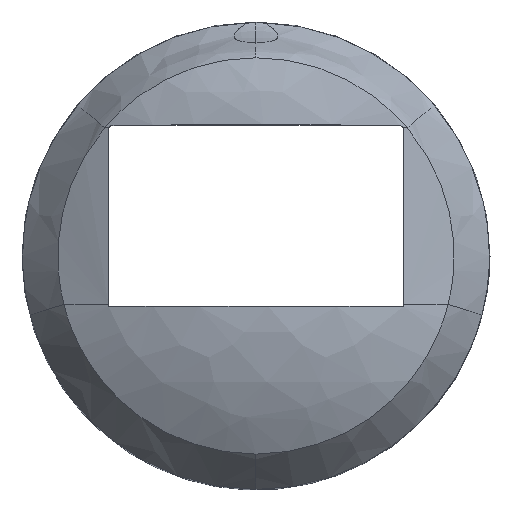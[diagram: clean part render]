
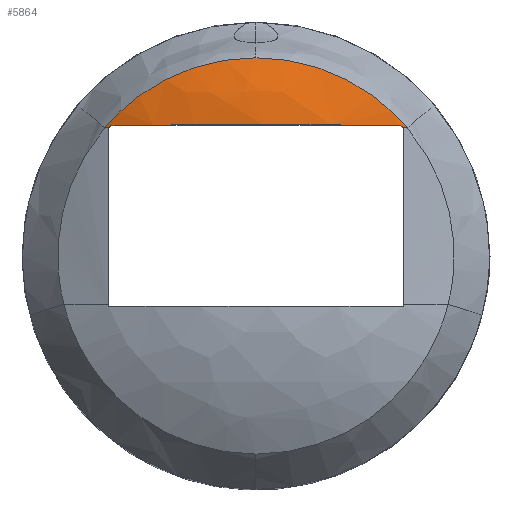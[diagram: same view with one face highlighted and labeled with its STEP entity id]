
A CAD part, top view. The second image highlights one B-rep face of the part: STEP entity #5864.
In plain terms, the highlighted free-form (B-spline) face has degree [5, 2] with [15, 3] control points.
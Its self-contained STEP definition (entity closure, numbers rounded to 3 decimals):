
#4509=CARTESIAN_POINT('Vertex',(16.125,14.729,13.161)) ;
#4513=CARTESIAN_POINT('Control Point',(16.125,14.729,13.161)) ;
#4514=CARTESIAN_POINT('Control Point',(8.403,14.779,16.027)) ;
#4515=CARTESIAN_POINT('Control Point',(-0.002,14.797,17.061)) ;
#4516=CARTESIAN_POINT('Control Point',(-8.401,14.779,16.028)) ;
#4517=CARTESIAN_POINT('Control Point',(-16.125,14.729,13.161)) ;
#4518=CARTESIAN_POINT('Vertex',(-16.125,14.729,13.161)) ;
#4545=CARTESIAN_POINT('Vertex',(16.587,14.451,12.988)) ;
#4551=CARTESIAN_POINT('Control Point',(16.587,14.451,12.988)) ;
#4552=CARTESIAN_POINT('Control Point',(16.518,14.58,13.015)) ;
#4553=CARTESIAN_POINT('Control Point',(16.402,14.679,13.058)) ;
#4554=CARTESIAN_POINT('Control Point',(16.264,14.728,13.109)) ;
#4555=CARTESIAN_POINT('Control Point',(16.125,14.729,13.161)) ;
#5195=CARTESIAN_POINT('Control Point',(-16.125,14.729,13.161)) ;
#5196=CARTESIAN_POINT('Control Point',(-16.264,14.728,13.109)) ;
#5197=CARTESIAN_POINT('Control Point',(-16.402,14.679,13.058)) ;
#5198=CARTESIAN_POINT('Control Point',(-16.518,14.58,13.015)) ;
#5199=CARTESIAN_POINT('Control Point',(-16.587,14.451,12.988)) ;
#5200=CARTESIAN_POINT('Vertex',(-16.587,14.451,12.988)) ;
#5772=CARTESIAN_POINT('Control Point',(-29.545,14.506,5.415)) ;
#5773=CARTESIAN_POINT('Control Point',(-29.545,21.096,5.415)) ;
#5774=CARTESIAN_POINT('Control Point',(-29.,27.,2.06)) ;
#5775=CARTESIAN_POINT('Control Point',(-25.836,14.487,8.487)) ;
#5776=CARTESIAN_POINT('Control Point',(-25.869,21.169,8.459)) ;
#5777=CARTESIAN_POINT('Control Point',(-25.145,27.,4.719)) ;
#5778=CARTESIAN_POINT('Control Point',(-21.727,14.469,11.076)) ;
#5779=CARTESIAN_POINT('Control Point',(-21.786,21.215,11.042)) ;
#5780=CARTESIAN_POINT('Control Point',(-21.083,27.,7.078)) ;
#5781=CARTESIAN_POINT('Control Point',(-17.31,14.45,13.108)) ;
#5782=CARTESIAN_POINT('Control Point',(-17.377,21.212,13.083)) ;
#5783=CARTESIAN_POINT('Control Point',(-16.806,27.,9.052)) ;
#5784=CARTESIAN_POINT('Control Point',(-10.575,14.431,15.203)) ;
#5785=CARTESIAN_POINT('Control Point',(-10.628,21.194,15.194)) ;
#5786=CARTESIAN_POINT('Control Point',(-10.278,27.,11.167)) ;
#5787=CARTESIAN_POINT('Control Point',(-3.613,14.424,15.997)) ;
#5788=CARTESIAN_POINT('Control Point',(-3.632,21.182,15.997)) ;
#5789=CARTESIAN_POINT('Control Point',(-3.514,27.,11.994)) ;
#5790=CARTESIAN_POINT('Control Point',(-1.413,14.423,16.117)) ;
#5791=CARTESIAN_POINT('Control Point',(-1.42,21.18,16.117)) ;
#5792=CARTESIAN_POINT('Control Point',(-1.374,27.,12.119)) ;
#5793=CARTESIAN_POINT('Control Point',(2.993,14.424,16.094)) ;
#5794=CARTESIAN_POINT('Control Point',(3.01,21.181,16.094)) ;
#5795=CARTESIAN_POINT('Control Point',(2.911,27.,12.094)) ;
#5796=CARTESIAN_POINT('Control Point',(7.364,14.428,15.55)) ;
#5797=CARTESIAN_POINT('Control Point',(7.402,21.189,15.545)) ;
#5798=CARTESIAN_POINT('Control Point',(7.159,27.,11.53)) ;
#5799=CARTESIAN_POINT('Control Point',(9.532,14.432,15.149)) ;
#5800=CARTESIAN_POINT('Control Point',(9.578,21.194,15.139)) ;
#5801=CARTESIAN_POINT('Control Point',(9.263,27.,11.117)) ;
#5802=CARTESIAN_POINT('Control Point',(15.177,14.444,13.752)) ;
#5803=CARTESIAN_POINT('Control Point',(15.239,21.206,13.731)) ;
#5804=CARTESIAN_POINT('Control Point',(14.737,27.,9.702)) ;
#5805=CARTESIAN_POINT('Control Point',(20.551,14.464,11.487)) ;
#5806=CARTESIAN_POINT('Control Point',(20.61,21.205,11.458)) ;
#5807=CARTESIAN_POINT('Control Point',(19.962,27.,7.505)) ;
#5808=CARTESIAN_POINT('Control Point',(23.747,14.475,9.758)) ;
#5809=CARTESIAN_POINT('Control Point',(23.793,21.189,9.728)) ;
#5810=CARTESIAN_POINT('Control Point',(23.091,27.,5.885)) ;
#5811=CARTESIAN_POINT('Control Point',(26.759,14.487,7.723)) ;
#5812=CARTESIAN_POINT('Control Point',(26.784,21.148,7.702)) ;
#5813=CARTESIAN_POINT('Control Point',(26.104,27.,4.057)) ;
#5814=CARTESIAN_POINT('Control Point',(29.545,14.498,5.415)) ;
#5815=CARTESIAN_POINT('Control Point',(29.545,21.092,5.415)) ;
#5816=CARTESIAN_POINT('Control Point',(29.,27.,2.06)) ;
#5818=CARTESIAN_POINT('Control Point',(16.587,14.45,12.988)) ;
#5819=CARTESIAN_POINT('Control Point',(16.678,14.451,12.953)) ;
#5820=CARTESIAN_POINT('Control Point',(16.768,14.451,12.918)) ;
#5821=CARTESIAN_POINT('Control Point',(16.859,14.451,12.883)) ;
#5822=CARTESIAN_POINT('Control Point',(16.949,14.452,12.848)) ;
#5823=CARTESIAN_POINT('Control Point',(17.039,14.452,12.812)) ;
#5824=CARTESIAN_POINT('Vertex',(17.039,14.452,12.812)) ;
#5828=CARTESIAN_POINT('Control Point',(0.,22.343,14.562)) ;
#5829=CARTESIAN_POINT('Control Point',(3.897,22.343,14.562)) ;
#5830=CARTESIAN_POINT('Control Point',(7.795,21.493,14.469)) ;
#5831=CARTESIAN_POINT('Control Point',(11.413,19.793,14.32)) ;
#5832=CARTESIAN_POINT('Control Point',(14.537,17.403,13.802)) ;
#5833=CARTESIAN_POINT('Control Point',(17.039,14.452,12.812)) ;
#5834=CARTESIAN_POINT('Vertex',(0.,22.343,14.562)) ;
#5838=CARTESIAN_POINT('Control Point',(0.,22.343,14.562)) ;
#5839=CARTESIAN_POINT('Control Point',(-3.905,22.343,14.562)) ;
#5840=CARTESIAN_POINT('Control Point',(-7.809,21.49,14.469)) ;
#5841=CARTESIAN_POINT('Control Point',(-11.419,19.785,14.319)) ;
#5842=CARTESIAN_POINT('Control Point',(-14.537,17.402,13.802)) ;
#5843=CARTESIAN_POINT('Control Point',(-17.039,14.452,12.812)) ;
#5844=CARTESIAN_POINT('Vertex',(-17.039,14.452,12.812)) ;
#5848=CARTESIAN_POINT('Control Point',(-17.039,14.452,12.812)) ;
#5849=CARTESIAN_POINT('Control Point',(-16.949,14.452,12.848)) ;
#5850=CARTESIAN_POINT('Control Point',(-16.859,14.452,12.883)) ;
#5851=CARTESIAN_POINT('Control Point',(-16.768,14.451,12.918)) ;
#5852=CARTESIAN_POINT('Control Point',(-16.678,14.451,12.953)) ;
#5853=CARTESIAN_POINT('Control Point',(-16.587,14.451,12.988)) ;
#5856=ORIENTED_EDGE('',*,*,#5826,.T.) ;
#5857=ORIENTED_EDGE('',*,*,#5836,.F.) ;
#5858=ORIENTED_EDGE('',*,*,#5846,.T.) ;
#5859=ORIENTED_EDGE('',*,*,#5854,.T.) ;
#5860=ORIENTED_EDGE('',*,*,#5202,.T.) ;
#5861=ORIENTED_EDGE('',*,*,#4520,.T.) ;
#5862=ORIENTED_EDGE('',*,*,#4556,.T.) ;
#5864=ADVANCED_FACE('ED01910_A.1\\Corps principal',(#5863),#5771,.T.) ;
#4512=B_SPLINE_CURVE_WITH_KNOTS('',4,(#4513,#4514,#4515,#4516,#4517),.UNSPECIFIED.,.F.,.U.,(5,5),(0.,46.398),.UNSPECIFIED.) ;
#4550=B_SPLINE_CURVE_WITH_KNOTS('',4,(#4551,#4552,#4553,#4554,#4555),.UNSPECIFIED.,.F.,.U.,(5,5),(0.,0.814),.UNSPECIFIED.) ;
#5194=B_SPLINE_CURVE_WITH_KNOTS('',4,(#5195,#5196,#5197,#5198,#5199),.UNSPECIFIED.,.F.,.U.,(5,5),(0.,0.814),.UNSPECIFIED.) ;
#5817=B_SPLINE_CURVE_WITH_KNOTS('',5,(#5818,#5819,#5820,#5821,#5822,#5823),.UNSPECIFIED.,.F.,.U.,(6,6),(48.57,49.05),.UNSPECIFIED.) ;
#5827=B_SPLINE_CURVE_WITH_KNOTS('',5,(#5828,#5829,#5830,#5831,#5832,#5833),.UNSPECIFIED.,.F.,.U.,(6,6),(0.,27.565),.UNSPECIFIED.) ;
#5837=B_SPLINE_CURVE_WITH_KNOTS('',5,(#5838,#5839,#5840,#5841,#5842,#5843),.UNSPECIFIED.,.F.,.U.,(6,6),(0.,33.829),.UNSPECIFIED.) ;
#5847=B_SPLINE_CURVE_WITH_KNOTS('',5,(#5848,#5849,#5850,#5851,#5852,#5853),.UNSPECIFIED.,.F.,.U.,(6,6),(14.429,14.909),.UNSPECIFIED.) ;
#5771=B_SPLINE_SURFACE_WITH_KNOTS('',5,2,((#5772,#5773,#5774),(#5775,#5776,#5777),(#5778,#5779,#5780),(#5781,#5782,#5783),(#5784,#5785,#5786),(#5787,#5788,#5789),(#5790,#5791,#5792),(#5793,#5794,#5795),(#5796,#5797,#5798),(#5799,#5800,#5801),(#5802,#5803,#5804),(#5805,#5806,#5807),(#5808,#5809,#5810),(#5811,#5812,#5813),(#5814,#5815,#5816)),.UNSPECIFIED.,.F.,.F.,.U.,(6,3,3,3,6),(3,3),(0.,23.789,34.705,45.615,63.485),(0.,13.034),.UNSPECIFIED.) ;
#4520=EDGE_CURVE('',#4519,#4510,#4512,.F.) ;
#4556=EDGE_CURVE('',#4510,#4546,#4550,.F.) ;
#5202=EDGE_CURVE('',#5201,#4519,#5194,.F.) ;
#5826=EDGE_CURVE('',#4546,#5825,#5817,.T.) ;
#5836=EDGE_CURVE('',#5835,#5825,#5827,.T.) ;
#5846=EDGE_CURVE('',#5835,#5845,#5837,.T.) ;
#5854=EDGE_CURVE('',#5845,#5201,#5847,.T.) ;
#5855=EDGE_LOOP('',(#5856,#5857,#5858,#5859,#5860,#5861,#5862)) ;
#5863=FACE_OUTER_BOUND('',#5855,.T.) ;
#4510=VERTEX_POINT('',#4509) ;
#4519=VERTEX_POINT('',#4518) ;
#4546=VERTEX_POINT('',#4545) ;
#5201=VERTEX_POINT('',#5200) ;
#5825=VERTEX_POINT('',#5824) ;
#5835=VERTEX_POINT('',#5834) ;
#5845=VERTEX_POINT('',#5844) ;
